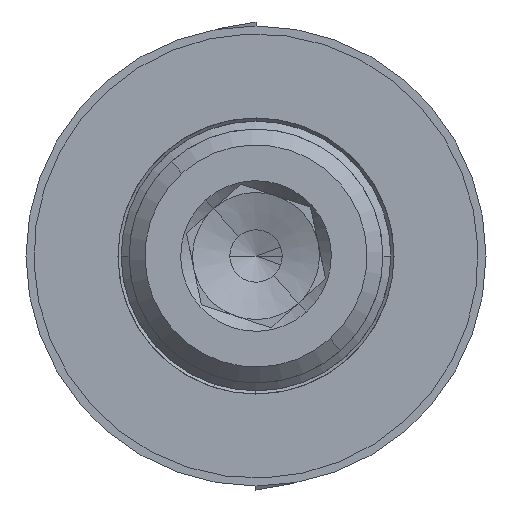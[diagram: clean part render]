
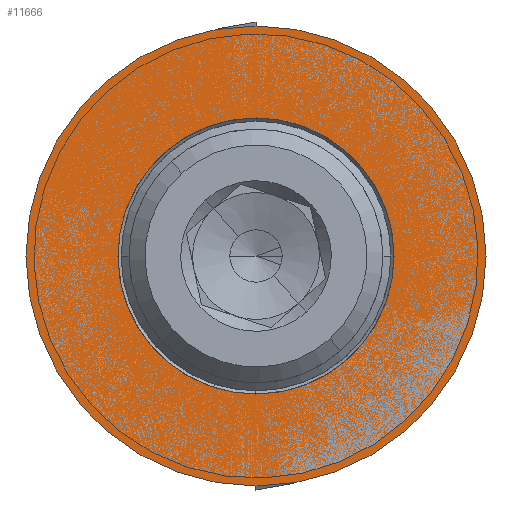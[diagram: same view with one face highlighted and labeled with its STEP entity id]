
A CAD part, left-side view. The second image highlights one B-rep face of the part: STEP entity #11666.
In plain terms, the highlighted planar face has unit normal (-1, 0, 0).
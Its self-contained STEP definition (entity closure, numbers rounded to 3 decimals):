
#243 = CARTESIAN_POINT ( 'NONE',  ( 0., 0., 14.5 ) ) ;
#459 = VERTEX_POINT ( 'NONE', #20390 ) ;
#1717 = EDGE_LOOP ( 'NONE', ( #16970, #4667 ) ) ;
#2325 = VERTEX_POINT ( 'NONE', #9351 ) ;
#2374 = DIRECTION ( 'NONE',  ( 0., 0., -1. ) ) ;
#2542 = DIRECTION ( 'NONE',  ( -1., 0., 0. ) ) ;
#3332 = AXIS2_PLACEMENT_3D ( 'NONE', #7427, #21637, #9495 ) ;
#3504 = EDGE_CURVE ( 'NONE', #21110, #2325, #6447, .T. ) ;
#3632 = DIRECTION ( 'NONE',  ( -1., 0., 0. ) ) ;
#4667 = ORIENTED_EDGE ( 'NONE', *, *, #24022, .F. ) ;
#5713 = EDGE_CURVE ( 'NONE', #17266, #459, #12148, .T. ) ;
#6447 = CIRCLE ( 'NONE', #26126, 14.5 ) ;
#6921 = ORIENTED_EDGE ( 'NONE', *, *, #3504, .T. ) ;
#7427 = CARTESIAN_POINT ( 'NONE',  ( 0., 0., 0. ) ) ;
#9351 = CARTESIAN_POINT ( 'NONE',  ( 0., 0., -14.5 ) ) ;
#9495 = DIRECTION ( 'NONE',  ( 0., 0., 1. ) ) ;
#10262 = AXIS2_PLACEMENT_3D ( 'NONE', #15867, #3632, #17892 ) ;
#11280 = ORIENTED_EDGE ( 'NONE', *, *, #11478, .T. ) ;
#11308 = CIRCLE ( 'NONE', #25371, 8.7 ) ;
#11322 = EDGE_LOOP ( 'NONE', ( #6921, #11280 ) ) ;
#11347 = DIRECTION ( 'NONE',  ( -1., 0., 0. ) ) ;
#11478 = EDGE_CURVE ( 'NONE', #2325, #21110, #25288, .T. ) ;
#11666 = ADVANCED_FACE ( 'NONE', ( #12608, #22725 ), #14538, .F. ) ;
#12148 = CIRCLE ( 'NONE', #3332, 8.7 ) ;
#12589 = CARTESIAN_POINT ( 'NONE',  ( 0., 14.5, 0. ) ) ;
#12608 = FACE_BOUND ( 'NONE', #1717, .T. ) ;
#13889 = AXIS2_PLACEMENT_3D ( 'NONE', #12589, #14616, #2374 ) ;
#14538 = PLANE ( 'NONE',  #13889 ) ;
#14616 = DIRECTION ( 'NONE',  ( 1., 0., 0. ) ) ;
#14793 = CARTESIAN_POINT ( 'NONE',  ( 0., 0., 0. ) ) ;
#15867 = CARTESIAN_POINT ( 'NONE',  ( 0., 0., 0. ) ) ;
#16804 = DIRECTION ( 'NONE',  ( 0., 0., 1. ) ) ;
#16970 = ORIENTED_EDGE ( 'NONE', *, *, #5713, .F. ) ;
#17266 = VERTEX_POINT ( 'NONE', #21878 ) ;
#17892 = DIRECTION ( 'NONE',  ( 0., 0., 1. ) ) ;
#20390 = CARTESIAN_POINT ( 'NONE',  ( 0., 0., -8.7 ) ) ;
#21110 = VERTEX_POINT ( 'NONE', #243 ) ;
#21637 = DIRECTION ( 'NONE',  ( -1., 0., 0. ) ) ;
#21878 = CARTESIAN_POINT ( 'NONE',  ( 0., 0., 8.7 ) ) ;
#22725 = FACE_OUTER_BOUND ( 'NONE', #11322, .T. ) ;
#23491 = CARTESIAN_POINT ( 'NONE',  ( 0., 0., 0. ) ) ;
#24022 = EDGE_CURVE ( 'NONE', #459, #17266, #11308, .T. ) ;
#25288 = CIRCLE ( 'NONE', #10262, 14.5 ) ;
#25371 = AXIS2_PLACEMENT_3D ( 'NONE', #23491, #11347, #25533 ) ;
#25533 = DIRECTION ( 'NONE',  ( 0., 0., 1. ) ) ;
#26126 = AXIS2_PLACEMENT_3D ( 'NONE', #14793, #2542, #16804 ) ;
